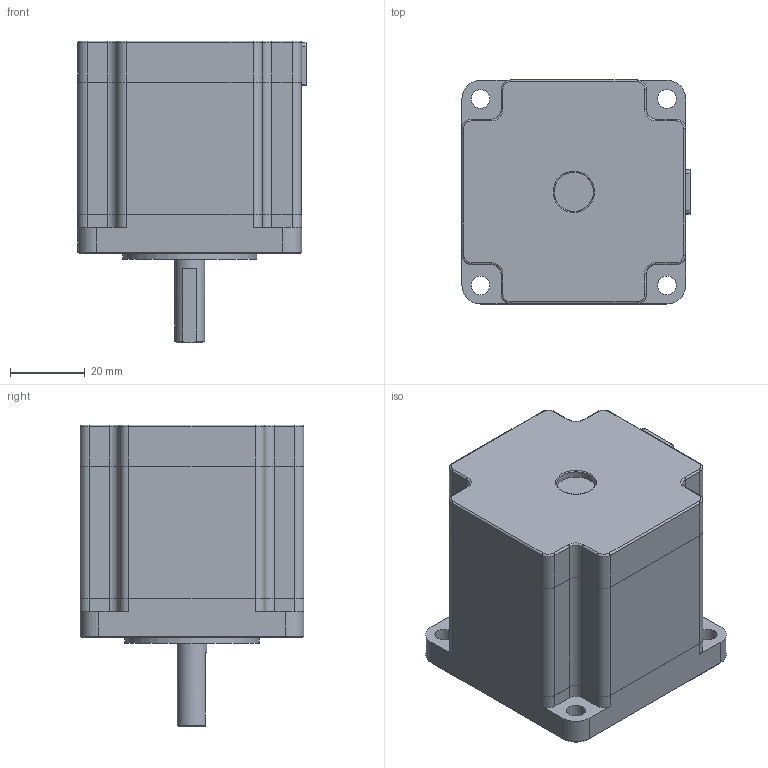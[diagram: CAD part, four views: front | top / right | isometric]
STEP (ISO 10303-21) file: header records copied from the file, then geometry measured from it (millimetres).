
FILE_DESCRIPTION( ( 'Unknown' ), '1' );
FILE_NAME( 'MS266H-03A.stp', 'Unknown', ( 'Dimamotor' ), ( 'Dimamotor' ), 'PSStep 16.0.42', 'Unknown', ' ' );
FILE_SCHEMA( ( 'AUTOMOTIVE_DESIGN { 1 0 10303 214 1 1 1 1 }' ) );
Length unit declared in the file: millimetre
Products named in the file (1): 1
Bounding box: 61.2 x 60 x 81 mm (x, y, z)
Volume: 184692 mm3; surface area: 21300.3 mm2
Topology: 1 solids, 1 shells, 149 faces, 379 edges, 239 vertices
Faces by surface type: cylinder 65, plane 62, torus 13, cone 9
Full cylindrical faces by diameter (mm): 5 x5, 8 x1, 10.5 x1, 11 x1, 36 x1
Entity records: 5644 total; most frequent: DIRECTION 814, CARTESIAN_POINT 764, ORIENTED_EDGE 726, EDGE_CURVE 363, AXIS2_PLACEMENT_3D 303, VERTEX_POINT 237, LINE 208, VECTOR 208
